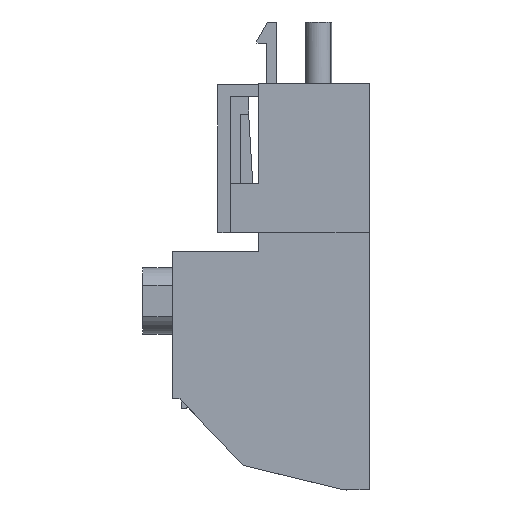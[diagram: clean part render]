
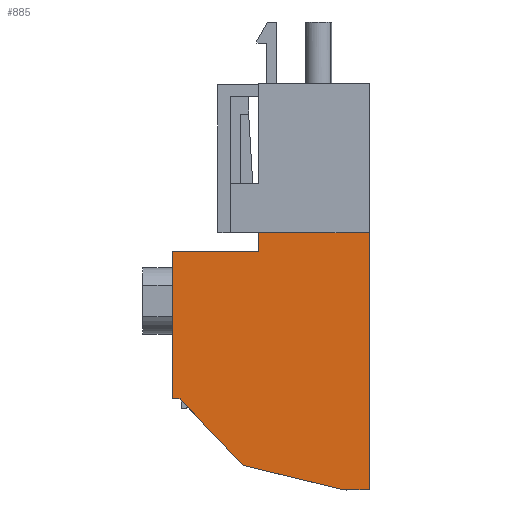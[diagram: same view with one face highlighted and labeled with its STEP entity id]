
A CAD part, left-side view. The second image highlights one B-rep face of the part: STEP entity #885.
In plain terms, the highlighted planar face has unit normal (-1, 0, 0).
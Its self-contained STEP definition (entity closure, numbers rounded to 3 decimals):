
#816=AXIS2_PLACEMENT_3D('Plane Axis2P3D',#813,#814,#815) ;
#180=CARTESIAN_POINT('Vertex',(7.62,0.,0.)) ;
#183=CARTESIAN_POINT('Line Origine',(7.62,1.25,0.)) ;
#187=CARTESIAN_POINT('Vertex',(7.62,2.5,0.)) ;
#348=CARTESIAN_POINT('Line Origine',(7.62,7.675,1.25)) ;
#352=CARTESIAN_POINT('Vertex',(7.62,12.85,2.5)) ;
#520=CARTESIAN_POINT('Vertex',(7.62,0.,27.93)) ;
#523=CARTESIAN_POINT('Line Origine',(7.62,0.,13.965)) ;
#813=CARTESIAN_POINT('Axis2P3D Location',(7.62,0.,41.45)) ;
#818=CARTESIAN_POINT('Line Origine',(7.62,5.625,27.93)) ;
#822=CARTESIAN_POINT('Vertex',(7.62,11.25,27.93)) ;
#825=CARTESIAN_POINT('Line Origine',(7.62,11.25,34.69)) ;
#829=CARTESIAN_POINT('Vertex',(7.62,11.25,41.45)) ;
#832=CARTESIAN_POINT('Line Origine',(7.62,11.275,41.45)) ;
#836=CARTESIAN_POINT('Vertex',(7.62,11.3,41.45)) ;
#839=CARTESIAN_POINT('Line Origine',(7.62,11.3,32.875)) ;
#843=CARTESIAN_POINT('Vertex',(7.62,11.3,24.3)) ;
#846=CARTESIAN_POINT('Line Origine',(7.62,15.7,24.3)) ;
#850=CARTESIAN_POINT('Vertex',(7.62,20.1,24.3)) ;
#853=CARTESIAN_POINT('Line Origine',(7.62,20.1,16.8)) ;
#857=CARTESIAN_POINT('Vertex',(7.62,20.1,9.3)) ;
#860=CARTESIAN_POINT('Line Origine',(7.62,19.7,9.3)) ;
#864=CARTESIAN_POINT('Vertex',(7.62,19.3,9.3)) ;
#867=CARTESIAN_POINT('Line Origine',(7.62,16.075,5.9)) ;
#184=DIRECTION('Vector Direction',(0.,-1.,0.)) ;
#349=DIRECTION('Vector Direction',(0.,-0.972,-0.235)) ;
#524=DIRECTION('Vector Direction',(0.,0.,-1.)) ;
#814=DIRECTION('Axis2P3D Direction',(1.,0.,0.)) ;
#815=DIRECTION('Axis2P3D XDirection',(0.,0.,-1.)) ;
#819=DIRECTION('Vector Direction',(0.,-1.,0.)) ;
#826=DIRECTION('Vector Direction',(0.,0.,-1.)) ;
#833=DIRECTION('Vector Direction',(0.,-1.,0.)) ;
#840=DIRECTION('Vector Direction',(0.,0.,-1.)) ;
#847=DIRECTION('Vector Direction',(0.,-1.,0.)) ;
#854=DIRECTION('Vector Direction',(0.,0.,-1.)) ;
#861=DIRECTION('Vector Direction',(0.,-1.,0.)) ;
#868=DIRECTION('Vector Direction',(0.,-0.688,-0.726)) ;
#185=VECTOR('Line Direction',#184,1.) ;
#350=VECTOR('Line Direction',#349,1.) ;
#525=VECTOR('Line Direction',#524,1.) ;
#820=VECTOR('Line Direction',#819,1.) ;
#827=VECTOR('Line Direction',#826,1.) ;
#834=VECTOR('Line Direction',#833,1.) ;
#841=VECTOR('Line Direction',#840,1.) ;
#848=VECTOR('Line Direction',#847,1.) ;
#855=VECTOR('Line Direction',#854,1.) ;
#862=VECTOR('Line Direction',#861,1.) ;
#869=VECTOR('Line Direction',#868,1.) ;
#873=ORIENTED_EDGE('',*,*,#824,.F.) ;
#874=ORIENTED_EDGE('',*,*,#831,.F.) ;
#875=ORIENTED_EDGE('',*,*,#838,.F.) ;
#876=ORIENTED_EDGE('',*,*,#845,.T.) ;
#877=ORIENTED_EDGE('',*,*,#852,.F.) ;
#878=ORIENTED_EDGE('',*,*,#859,.F.) ;
#879=ORIENTED_EDGE('',*,*,#866,.F.) ;
#880=ORIENTED_EDGE('',*,*,#871,.F.) ;
#881=ORIENTED_EDGE('',*,*,#354,.F.) ;
#882=ORIENTED_EDGE('',*,*,#189,.F.) ;
#883=ORIENTED_EDGE('',*,*,#527,.F.) ;
#885=ADVANCED_FACE('HOUSING',(#884),#817,.F.) ;
#189=EDGE_CURVE('',#181,#188,#186,.F.) ;
#354=EDGE_CURVE('',#188,#353,#351,.F.) ;
#527=EDGE_CURVE('',#521,#181,#526,.T.) ;
#824=EDGE_CURVE('',#823,#521,#821,.T.) ;
#831=EDGE_CURVE('',#830,#823,#828,.T.) ;
#838=EDGE_CURVE('',#837,#830,#835,.T.) ;
#845=EDGE_CURVE('',#837,#844,#842,.T.) ;
#852=EDGE_CURVE('',#851,#844,#849,.T.) ;
#859=EDGE_CURVE('',#858,#851,#856,.F.) ;
#866=EDGE_CURVE('',#865,#858,#863,.F.) ;
#871=EDGE_CURVE('',#353,#865,#870,.F.) ;
#872=EDGE_LOOP('',(#873,#874,#875,#876,#877,#878,#879,#880,#881,#882,#883)) ;
#884=FACE_OUTER_BOUND('',#872,.T.) ;
#186=LINE('Line',#183,#185) ;
#351=LINE('Line',#348,#350) ;
#526=LINE('Line',#523,#525) ;
#821=LINE('Line',#818,#820) ;
#828=LINE('Line',#825,#827) ;
#835=LINE('Line',#832,#834) ;
#842=LINE('Line',#839,#841) ;
#849=LINE('Line',#846,#848) ;
#856=LINE('Line',#853,#855) ;
#863=LINE('Line',#860,#862) ;
#870=LINE('Line',#867,#869) ;
#817=PLANE('',#816) ;
#181=VERTEX_POINT('',#180) ;
#188=VERTEX_POINT('',#187) ;
#353=VERTEX_POINT('',#352) ;
#521=VERTEX_POINT('',#520) ;
#823=VERTEX_POINT('',#822) ;
#830=VERTEX_POINT('',#829) ;
#837=VERTEX_POINT('',#836) ;
#844=VERTEX_POINT('',#843) ;
#851=VERTEX_POINT('',#850) ;
#858=VERTEX_POINT('',#857) ;
#865=VERTEX_POINT('',#864) ;
